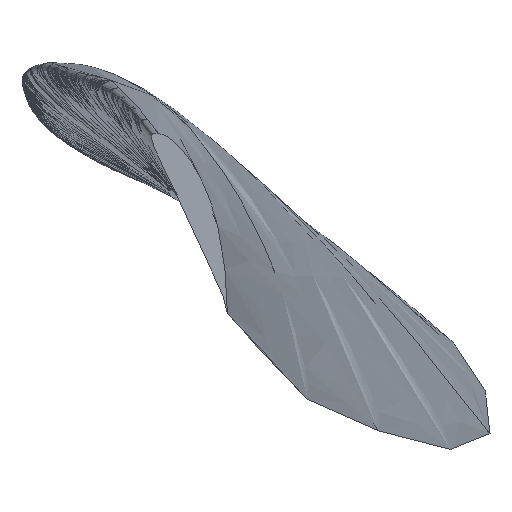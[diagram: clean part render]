
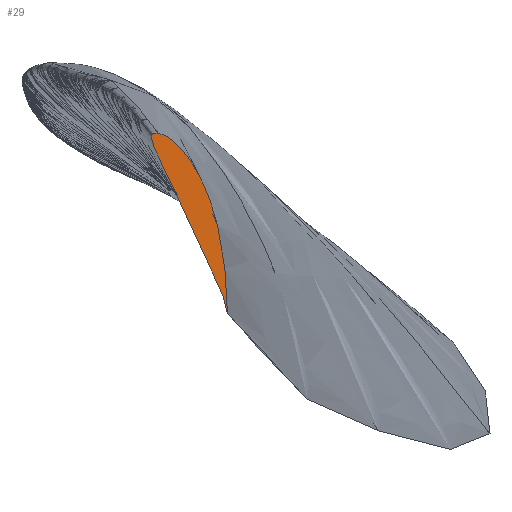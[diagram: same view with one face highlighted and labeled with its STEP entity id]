
A CAD part, front view. The second image highlights one B-rep face of the part: STEP entity #29.
In plain terms, the highlighted planar face has unit normal (0, -1, 0).
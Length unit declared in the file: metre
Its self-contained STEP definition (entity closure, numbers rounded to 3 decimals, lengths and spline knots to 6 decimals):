
#29 = ADVANCED_FACE( '', ( #53 ), #54, .T. );
#53 = FACE_OUTER_BOUND( '', #838, .T. );
#54 = PLANE( '', #839 );
#838 = EDGE_LOOP( '', ( #1912, #1913 ) );
#839 = AXIS2_PLACEMENT_3D( '', #1914, #1915, #1916 );
#1912 = ORIENTED_EDGE( '', *, *, #1924, .F. );
#1913 = ORIENTED_EDGE( '', *, *, #1926, .F. );
#1914 = CARTESIAN_POINT( '', ( 0., 0.0255, 0. ) );
#1915 = DIRECTION( '', ( 0., -1., 0. ) );
#1916 = DIRECTION( '', ( 0., 0., -1. ) );
#1924 = EDGE_CURVE( '', #1932, #1929, #1934, .T. );
#1926 = EDGE_CURVE( '', #1929, #1932, #1936, .T. );
#1929 = VERTEX_POINT( '', #1939 );
#1932 = VERTEX_POINT( '', #1960 );
#1934 = B_SPLINE_CURVE_WITH_KNOTS( '', 3, ( #1980, #1981, #1982, #1983, #1984, #1985, #1986, #1987, #1988, #1989, #1990, #1991, #1992, #1993, #1994, #1995, #1996, #1997, #1998, #1999, #2000, #2001, #2002, #2003, #2004, #2005, #2006, #2007, #2008, #2009, #2010, #2011 ), .UNSPECIFIED., .F., .F., ( 4, 2, 2, 2, 2, 2, 2, 1, 2, 2, 2, 1, 2, 2, 2, 2, 4 ), ( 0., 0.015625, 0.03125, 0.0625, 0.125, 0.1875, 0.25, 0.333333, 0.375, 0.5, 0.625, 0.666667, 0.75, 0.875, 0.9375, 0.96875, 1. ), .UNSPECIFIED. );
#1936 = B_SPLINE_CURVE_WITH_KNOTS( '', 3, ( #2013, #2014, #2015, #2016, #2017, #2018, #2019, #2020, #2021, #2022, #2023, #2024, #2025, #2026, #2027, #2028, #2029, #2030, #2031, #2032, #2033, #2034, #2035, #2036, #2037, #2038, #2039, #2040, #2041, #2042, #2043, #2044, #2045, #2046, #2047, #2048, #2049, #2050, #2051, #2052, #2053, #2054, #2055, #2056, #2057, #2058, #2059, #2060, #2061, #2062, #2063, #2064, #2065, #2066, #2067, #2068 ), .UNSPECIFIED., .F., .F., ( 4, 2, 2, 2, 2, 2, 2, 2, 1, 2, 2, 2, 1, 2, 2, 2, 2, 2, 2, 2, 2, 2, 2, 2, 2, 2, 2, 2, 4 ), ( 0., 0.007813, 0.015625, 0.03125, 0.0625, 0.125, 0.1875, 0.25, 0.333333, 0.375, 0.5, 0.625, 0.666667, 0.75, 0.8125, 0.875, 0.90625, 0.9375, 0.953125, 0.960938, 0.964844, 0.96875, 0.972656, 0.976563, 0.980469, 0.984375, 0.988281, 0.992188, 1. ), .UNSPECIFIED. );
#1939 = CARTESIAN_POINT( '', ( 0.00186, 0.0255, -0.004513 ) );
#1960 = CARTESIAN_POINT( '', ( -0.000712, 0.0255, 0.002232 ) );
#1980 = CARTESIAN_POINT( '', ( -0.000712, 0.0255, 0.002232 ) );
#1981 = CARTESIAN_POINT( '', ( -0.000673, 0.0255, 0.002224 ) );
#1982 = CARTESIAN_POINT( '', ( -0.000635, 0.0255, 0.002214 ) );
#1983 = CARTESIAN_POINT( '', ( -0.00056, 0.0255, 0.002188 ) );
#1984 = CARTESIAN_POINT( '', ( -0.000524, 0.0255, 0.002172 ) );
#1985 = CARTESIAN_POINT( '', ( -0.000418, 0.0255, 0.00212 ) );
#1986 = CARTESIAN_POINT( '', ( -0.000351, 0.0255, 0.002078 ) );
#1987 = CARTESIAN_POINT( '', ( -0.000158, 0.0255, 0.001941 ) );
#1988 = CARTESIAN_POINT( '', ( -0.00004, 0.0255, 0.001835 ) );
#1989 = CARTESIAN_POINT( '', ( 0.000177, 0.0255, 0.001606 ) );
#1990 = CARTESIAN_POINT( '', ( 0.000277, 0.0255, 0.001485 ) );
#1991 = CARTESIAN_POINT( '', ( 0.000464, 0.0255, 0.001231 ) );
#1992 = CARTESIAN_POINT( '', ( 0.000551, 0.0255, 0.001098 ) );
#1993 = CARTESIAN_POINT( '', ( 0.000739, 0.0255, 0.000782 ) );
#1994 = CARTESIAN_POINT( '', ( 0.000887, 0.0255, 0.000504 ) );
#1995 = CARTESIAN_POINT( '', ( 0.001015, 0.0255, 0.000216 ) );
#1996 = CARTESIAN_POINT( '', ( 0.001178, 0.0255, -0.000172 ) );
#1997 = CARTESIAN_POINT( '', ( 0.001283, 0.0255, -0.00047 ) );
#1998 = CARTESIAN_POINT( '', ( 0.001462, 0.0255, -0.001075 ) );
#1999 = CARTESIAN_POINT( '', ( 0.001535, 0.0255, -0.001382 ) );
#2000 = CARTESIAN_POINT( '', ( 0.001616, 0.0255, -0.001794 ) );
#2001 = CARTESIAN_POINT( '', ( 0.001671, 0.0255, -0.002105 ) );
#2002 = CARTESIAN_POINT( '', ( 0.001715, 0.0255, -0.002417 ) );
#2003 = CARTESIAN_POINT( '', ( 0.001778, 0.0255, -0.002939 ) );
#2004 = CARTESIAN_POINT( '', ( 0.001806, 0.0255, -0.003253 ) );
#2005 = CARTESIAN_POINT( '', ( 0.001838, 0.0255, -0.003725 ) );
#2006 = CARTESIAN_POINT( '', ( 0.001848, 0.0255, -0.003882 ) );
#2007 = CARTESIAN_POINT( '', ( 0.001858, 0.0255, -0.004118 ) );
#2008 = CARTESIAN_POINT( '', ( 0.00186, 0.0255, -0.004197 ) );
#2009 = CARTESIAN_POINT( '', ( 0.00186, 0.0255, -0.004355 ) );
#2010 = CARTESIAN_POINT( '', ( 0.001858, 0.0255, -0.004434 ) );
#2011 = CARTESIAN_POINT( '', ( 0.00186, 0.0255, -0.004513 ) );
#2013 = CARTESIAN_POINT( '', ( 0.00186, 0.0255, -0.004513 ) );
#2014 = CARTESIAN_POINT( '', ( 0.001857, 0.0255, -0.004493 ) );
#2015 = CARTESIAN_POINT( '', ( 0.001854, 0.0255, -0.004473 ) );
#2016 = CARTESIAN_POINT( '', ( 0.001847, 0.0255, -0.004435 ) );
#2017 = CARTESIAN_POINT( '', ( 0.001844, 0.0255, -0.004415 ) );
#2018 = CARTESIAN_POINT( '', ( 0.001833, 0.0255, -0.004357 ) );
#2019 = CARTESIAN_POINT( '', ( 0.001825, 0.0255, -0.004318 ) );
#2020 = CARTESIAN_POINT( '', ( 0.001799, 0.0255, -0.004203 ) );
#2021 = CARTESIAN_POINT( '', ( 0.00178, 0.0255, -0.004127 ) );
#2022 = CARTESIAN_POINT( '', ( 0.001716, 0.0255, -0.003899 ) );
#2023 = CARTESIAN_POINT( '', ( 0.001666, 0.0255, -0.003749 ) );
#2024 = CARTESIAN_POINT( '', ( 0.001561, 0.0255, -0.00345 ) );
#2025 = CARTESIAN_POINT( '', ( 0.001506, 0.0255, -0.003303 ) );
#2026 = CARTESIAN_POINT( '', ( 0.00139, 0.0255, -0.003009 ) );
#2027 = CARTESIAN_POINT( '', ( 0.001329, 0.0255, -0.002862 ) );
#2028 = CARTESIAN_POINT( '', ( 0.001184, 0.0255, -0.002524 ) );
#2029 = CARTESIAN_POINT( '', ( 0.001055, 0.0255, -0.002237 ) );
#2030 = CARTESIAN_POINT( '', ( 0.000919, 0.0255, -0.001951 ) );
#2031 = CARTESIAN_POINT( '', ( 0.000736, 0.0255, -0.001572 ) );
#2032 = CARTESIAN_POINT( '', ( 0.000594, 0.0255, -0.001289 ) );
#2033 = CARTESIAN_POINT( '', ( 0.000306, 0.0255, -0.000727 ) );
#2034 = CARTESIAN_POINT( '', ( 0.000161, 0.0255, -0.000447 ) );
#2035 = CARTESIAN_POINT( '', ( -0.000033, 0.0255, -0.000073 ) );
#2036 = CARTESIAN_POINT( '', ( -0.000178, 0.0255, 0.000208 ) );
#2037 = CARTESIAN_POINT( '', ( -0.000322, 0.0255, 0.000489 ) );
#2038 = CARTESIAN_POINT( '', ( -0.000487, 0.0255, 0.000819 ) );
#2039 = CARTESIAN_POINT( '', ( -0.000557, 0.0255, 0.000961 ) );
#2040 = CARTESIAN_POINT( '', ( -0.000692, 0.0255, 0.001246 ) );
#2041 = CARTESIAN_POINT( '', ( -0.000757, 0.0255, 0.00139 ) );
#2042 = CARTESIAN_POINT( '', ( -0.000847, 0.0255, 0.001609 ) );
#2043 = CARTESIAN_POINT( '', ( -0.000876, 0.0255, 0.001683 ) );
#2044 = CARTESIAN_POINT( '', ( -0.000928, 0.0255, 0.001832 ) );
#2045 = CARTESIAN_POINT( '', ( -0.000952, 0.0255, 0.001907 ) );
#2046 = CARTESIAN_POINT( '', ( -0.000976, 0.0255, 0.002023 ) );
#2047 = CARTESIAN_POINT( '', ( -0.000982, 0.0255, 0.002062 ) );
#2048 = CARTESIAN_POINT( '', ( -0.000984, 0.0255, 0.002122 ) );
#2049 = CARTESIAN_POINT( '', ( -0.000983, 0.0255, 0.002142 ) );
#2050 = CARTESIAN_POINT( '', ( -0.000973, 0.0255, 0.00217 ) );
#2051 = CARTESIAN_POINT( '', ( -0.000969, 0.0255, 0.002179 ) );
#2052 = CARTESIAN_POINT( '', ( -0.000957, 0.0255, 0.002195 ) );
#2053 = CARTESIAN_POINT( '', ( -0.000951, 0.0255, 0.002203 ) );
#2054 = CARTESIAN_POINT( '', ( -0.000935, 0.0255, 0.002214 ) );
#2055 = CARTESIAN_POINT( '', ( -0.000926, 0.0255, 0.002219 ) );
#2056 = CARTESIAN_POINT( '', ( -0.000907, 0.0255, 0.002226 ) );
#2057 = CARTESIAN_POINT( '', ( -0.000898, 0.0255, 0.002229 ) );
#2058 = CARTESIAN_POINT( '', ( -0.000878, 0.0255, 0.002233 ) );
#2059 = CARTESIAN_POINT( '', ( -0.000869, 0.0255, 0.002235 ) );
#2060 = CARTESIAN_POINT( '', ( -0.000849, 0.0255, 0.002238 ) );
#2061 = CARTESIAN_POINT( '', ( -0.000839, 0.0255, 0.002239 ) );
#2062 = CARTESIAN_POINT( '', ( -0.00082, 0.0255, 0.002241 ) );
#2063 = CARTESIAN_POINT( '', ( -0.00081, 0.0255, 0.002241 ) );
#2064 = CARTESIAN_POINT( '', ( -0.00079, 0.0255, 0.002241 ) );
#2065 = CARTESIAN_POINT( '', ( -0.00078, 0.0255, 0.00224 ) );
#2066 = CARTESIAN_POINT( '', ( -0.000751, 0.0255, 0.002238 ) );
#2067 = CARTESIAN_POINT( '', ( -0.000731, 0.0255, 0.002235 ) );
#2068 = CARTESIAN_POINT( '', ( -0.000712, 0.0255, 0.002232 ) );
